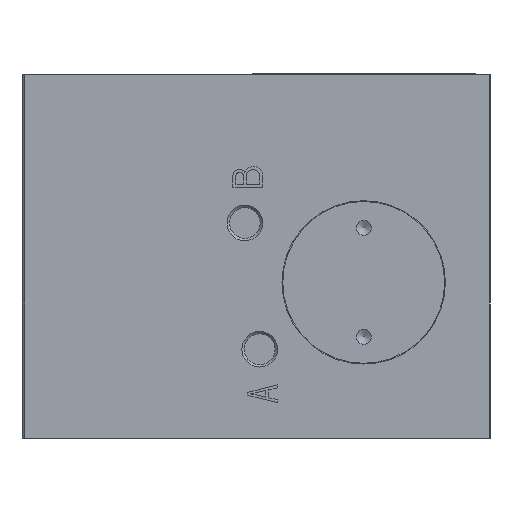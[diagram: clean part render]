
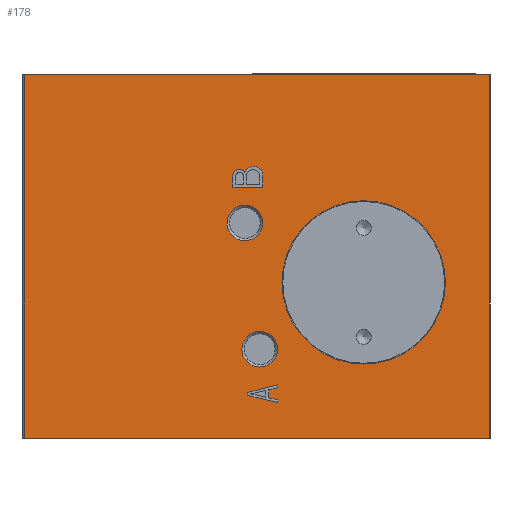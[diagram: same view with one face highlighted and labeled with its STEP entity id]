
A CAD part, left-side view. The second image highlights one B-rep face of the part: STEP entity #178.
In plain terms, the highlighted face is planar.
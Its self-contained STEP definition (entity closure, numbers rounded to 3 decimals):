
#178 = ADVANCED_FACE( '', ( #340, #341, #342, #343, #344, #345 ), #346, .F. );
#340 = FACE_BOUND( '', #699, .T. );
#341 = FACE_BOUND( '', #700, .T. );
#342 = FACE_BOUND( '', #701, .T. );
#343 = FACE_OUTER_BOUND( '', #702, .T. );
#344 = FACE_BOUND( '', #703, .T. );
#345 = FACE_BOUND( '', #704, .T. );
#346 = PLANE( '', #705 );
#699 = EDGE_LOOP( '', ( #1120, #1121, #1122, #1123, #1124 ) );
#700 = EDGE_LOOP( '', ( #1125 ) );
#701 = EDGE_LOOP( '', ( #1126 ) );
#702 = EDGE_LOOP( '', ( #1127, #1128, #1129, #1130 ) );
#703 = EDGE_LOOP( '', ( #1131 ) );
#704 = EDGE_LOOP( '', ( #1132, #1133, #1134, #1135, #1136, #1137, #1138, #1139 ) );
#705 = AXIS2_PLACEMENT_3D( '', #1140, #1141, #1142 );
#1120 = ORIENTED_EDGE( '', *, *, #2052, .F. );
#1121 = ORIENTED_EDGE( '', *, *, #2053, .F. );
#1122 = ORIENTED_EDGE( '', *, *, #2054, .F. );
#1123 = ORIENTED_EDGE( '', *, *, #2055, .F. );
#1124 = ORIENTED_EDGE( '', *, *, #2056, .F. );
#1125 = ORIENTED_EDGE( '', *, *, #2057, .T. );
#1126 = ORIENTED_EDGE( '', *, *, #2058, .F. );
#1127 = ORIENTED_EDGE( '', *, *, #2039, .T. );
#1128 = ORIENTED_EDGE( '', *, *, #2059, .F. );
#1129 = ORIENTED_EDGE( '', *, *, #2060, .F. );
#1130 = ORIENTED_EDGE( '', *, *, #2061, .T. );
#1131 = ORIENTED_EDGE( '', *, *, #2062, .F. );
#1132 = ORIENTED_EDGE( '', *, *, #2063, .T. );
#1133 = ORIENTED_EDGE( '', *, *, #2064, .T. );
#1134 = ORIENTED_EDGE( '', *, *, #2065, .T. );
#1135 = ORIENTED_EDGE( '', *, *, #2066, .T. );
#1136 = ORIENTED_EDGE( '', *, *, #2067, .T. );
#1137 = ORIENTED_EDGE( '', *, *, #2068, .T. );
#1138 = ORIENTED_EDGE( '', *, *, #2069, .T. );
#1139 = ORIENTED_EDGE( '', *, *, #2070, .T. );
#1140 = CARTESIAN_POINT( '', ( 24.5, 27., -69. ) );
#1141 = DIRECTION( '', ( 0., 0., 1. ) );
#1142 = DIRECTION( '', ( 1., 0., 0. ) );
#2039 = EDGE_CURVE( '', #2349, #2347, #2350, .T. );
#2052 = EDGE_CURVE( '', #2374, #2375, #2376, .T. );
#2053 = EDGE_CURVE( '', #2377, #2374, #2378, .T. );
#2054 = EDGE_CURVE( '', #2379, #2377, #2380, .T. );
#2055 = EDGE_CURVE( '', #2381, #2379, #2382, .T. );
#2056 = EDGE_CURVE( '', #2375, #2381, #2383, .T. );
#2057 = EDGE_CURVE( '', #2384, #2384, #2385, .T. );
#2058 = EDGE_CURVE( '', #2386, #2386, #2387, .F. );
#2059 = EDGE_CURVE( '', #2388, #2347, #2389, .T. );
#2060 = EDGE_CURVE( '', #2390, #2388, #2391, .T. );
#2061 = EDGE_CURVE( '', #2390, #2349, #2392, .T. );
#2062 = EDGE_CURVE( '', #2393, #2393, #2394, .F. );
#2063 = EDGE_CURVE( '', #2395, #2396, #2397, .T. );
#2064 = EDGE_CURVE( '', #2396, #2398, #2399, .T. );
#2065 = EDGE_CURVE( '', #2398, #2400, #2401, .T. );
#2066 = EDGE_CURVE( '', #2400, #2402, #2403, .T. );
#2067 = EDGE_CURVE( '', #2402, #2404, #2405, .T. );
#2068 = EDGE_CURVE( '', #2404, #2406, #2407, .T. );
#2069 = EDGE_CURVE( '', #2406, #2408, #2409, .T. );
#2070 = EDGE_CURVE( '', #2408, #2395, #2410, .T. );
#2347 = VERTEX_POINT( '', #2850 );
#2349 = VERTEX_POINT( '', #2853 );
#2350 = LINE( '', #2854, #2855 );
#2374 = VERTEX_POINT( '', #2885 );
#2375 = VERTEX_POINT( '', #2886 );
#2376 = LINE( '', #2887, #2888 );
#2377 = VERTEX_POINT( '', #2889 );
#2378 = LINE( '', #2890, #2891 );
#2379 = VERTEX_POINT( '', #2892 );
#2380 = CIRCLE( '', #2893, 0.869 );
#2381 = VERTEX_POINT( '', #2894 );
#2382 = CIRCLE( '', #2895, 1.241 );
#2383 = LINE( '', #2896, #2897 );
#2384 = VERTEX_POINT( '', #2898 );
#2385 = CIRCLE( '', #2899, 11. );
#2386 = VERTEX_POINT( '', #2900 );
#2387 = CIRCLE( '', #2901, 2.4 );
#2388 = VERTEX_POINT( '', #2902 );
#2389 = LINE( '', #2903, #2904 );
#2390 = VERTEX_POINT( '', #2905 );
#2391 = LINE( '', #2906, #2907 );
#2392 = LINE( '', #2908, #2909 );
#2393 = VERTEX_POINT( '', #2910 );
#2394 = CIRCLE( '', #2911, 2.4 );
#2395 = VERTEX_POINT( '', #2912 );
#2396 = VERTEX_POINT( '', #2913 );
#2397 = LINE( '', #2914, #2915 );
#2398 = VERTEX_POINT( '', #2916 );
#2399 = LINE( '', #2917, #2918 );
#2400 = VERTEX_POINT( '', #2919 );
#2401 = LINE( '', #2920, #2921 );
#2402 = VERTEX_POINT( '', #2922 );
#2403 = LINE( '', #2923, #2924 );
#2404 = VERTEX_POINT( '', #2925 );
#2405 = LINE( '', #2926, #2927 );
#2406 = VERTEX_POINT( '', #2928 );
#2407 = LINE( '', #2929, #2930 );
#2408 = VERTEX_POINT( '', #2931 );
#2409 = LINE( '', #2932, #2933 );
#2410 = LINE( '', #2934, #2935 );
#2850 = CARTESIAN_POINT( '', ( -24.5, 89.6, -69. ) );
#2853 = CARTESIAN_POINT( '', ( -24.5, 27., -69. ) );
#2854 = CARTESIAN_POINT( '', ( -24.5, 27., -69. ) );
#2855 = VECTOR( '', #3467, 1000. );
#2885 = CARTESIAN_POINT( '', ( -9.3, 61.6, -69. ) );
#2886 = CARTESIAN_POINT( '', ( -9.3, 57.6, -69. ) );
#2887 = CARTESIAN_POINT( '', ( -9.3, 61.6, -69. ) );
#2888 = VECTOR( '', #3492, 1000. );
#2889 = CARTESIAN_POINT( '', ( -10.9, 61.6, -69. ) );
#2890 = CARTESIAN_POINT( '', ( -10.9, 61.6, -69. ) );
#2891 = VECTOR( '', #3493, 1000. );
#2892 = CARTESIAN_POINT( '', ( -11.3, 60., -69. ) );
#2893 = AXIS2_PLACEMENT_3D( '', #3494, #3495, #3496 );
#2894 = CARTESIAN_POINT( '', ( -10.9, 57.6, -69. ) );
#2895 = AXIS2_PLACEMENT_3D( '', #3497, #3498, #3499 );
#2896 = CARTESIAN_POINT( '', ( -9.3, 57.6, -69. ) );
#2897 = VECTOR( '', #3500, 1000. );
#2898 = CARTESIAN_POINT( '', ( 14.5, 44., -69. ) );
#2899 = AXIS2_PLACEMENT_3D( '', #3501, #3502, #3503 );
#2900 = CARTESIAN_POINT( '', ( -2.1, 60., -69. ) );
#2901 = AXIS2_PLACEMENT_3D( '', #3504, #3505, #3506 );
#2902 = CARTESIAN_POINT( '', ( 24.5, 89.6, -69. ) );
#2903 = CARTESIAN_POINT( '', ( 24.5, 89.6, -69. ) );
#2904 = VECTOR( '', #3507, 1000. );
#2905 = CARTESIAN_POINT( '', ( 24.5, 27., -69. ) );
#2906 = CARTESIAN_POINT( '', ( 24.5, 27., -69. ) );
#2907 = VECTOR( '', #3508, 1000. );
#2908 = CARTESIAN_POINT( '', ( 24.5, 27., -69. ) );
#2909 = VECTOR( '', #3509, 1000. );
#2910 = CARTESIAN_POINT( '', ( 14.9, 58., -69. ) );
#2911 = AXIS2_PLACEMENT_3D( '', #3510, #3511, #3512 );
#2912 = CARTESIAN_POINT( '', ( 18.3, 59.6, -69. ) );
#2913 = CARTESIAN_POINT( '', ( 17.3, 55.6, -69. ) );
#2914 = CARTESIAN_POINT( '', ( 18.3, 59.6, -69. ) );
#2915 = VECTOR( '', #3513, 1000. );
#2916 = CARTESIAN_POINT( '', ( 17.7, 55.6, -69. ) );
#2917 = CARTESIAN_POINT( '', ( 17.3, 55.6, -69. ) );
#2918 = VECTOR( '', #3514, 1000. );
#2919 = CARTESIAN_POINT( '', ( 17.967, 56.8, -69. ) );
#2920 = CARTESIAN_POINT( '', ( 17.7, 55.6, -69. ) );
#2921 = VECTOR( '', #3515, 1000. );
#2922 = CARTESIAN_POINT( '', ( 19.033, 56.8, -69. ) );
#2923 = CARTESIAN_POINT( '', ( 17.967, 56.8, -69. ) );
#2924 = VECTOR( '', #3516, 1000. );
#2925 = CARTESIAN_POINT( '', ( 19.3, 55.6, -69. ) );
#2926 = CARTESIAN_POINT( '', ( 19.033, 56.8, -69. ) );
#2927 = VECTOR( '', #3517, 1000. );
#2928 = CARTESIAN_POINT( '', ( 19.7, 55.6, -69. ) );
#2929 = CARTESIAN_POINT( '', ( 19.3, 55.6, -69. ) );
#2930 = VECTOR( '', #3518, 1000. );
#2931 = CARTESIAN_POINT( '', ( 18.7, 59.6, -69. ) );
#2932 = CARTESIAN_POINT( '', ( 19.7, 55.6, -69. ) );
#2933 = VECTOR( '', #3519, 1000. );
#2934 = CARTESIAN_POINT( '', ( 18.7, 59.6, -69. ) );
#2935 = VECTOR( '', #3520, 1000. );
#3467 = DIRECTION( '', ( 0., 1., 0. ) );
#3492 = DIRECTION( '', ( 0., -1., 0. ) );
#3493 = DIRECTION( '', ( 1., 0., 0. ) );
#3494 = CARTESIAN_POINT( '', ( -10.833, 60.733, -69. ) );
#3495 = DIRECTION( '', ( 0., 0., -1. ) );
#3496 = DIRECTION( '', ( -1., 0., 0. ) );
#3497 = CARTESIAN_POINT( '', ( -10.86, 58.84, -69. ) );
#3498 = DIRECTION( '', ( 0., 0., -1. ) );
#3499 = DIRECTION( '', ( -1., 0., 0. ) );
#3500 = DIRECTION( '', ( -1., 0., 0. ) );
#3501 = CARTESIAN_POINT( '', ( 3.5, 44., -69. ) );
#3502 = DIRECTION( '', ( 0., 0., 1. ) );
#3503 = DIRECTION( '', ( 1., 0., 0. ) );
#3504 = CARTESIAN_POINT( '', ( -4.5, 60., -69. ) );
#3505 = DIRECTION( '', ( 0., 0., 1. ) );
#3506 = DIRECTION( '', ( 1., 0., 0. ) );
#3507 = DIRECTION( '', ( -1., 0., 0. ) );
#3508 = DIRECTION( '', ( 0., 1., 0. ) );
#3509 = DIRECTION( '', ( -1., 0., 0. ) );
#3510 = CARTESIAN_POINT( '', ( 12.5, 58., -69. ) );
#3511 = DIRECTION( '', ( 0., 0., 1. ) );
#3512 = DIRECTION( '', ( 1., 0., 0. ) );
#3513 = DIRECTION( '', ( -0.243, -0.97, 0. ) );
#3514 = DIRECTION( '', ( 1., 0., 0. ) );
#3515 = DIRECTION( '', ( 0.217, 0.976, 0. ) );
#3516 = DIRECTION( '', ( 1., 0., 0. ) );
#3517 = DIRECTION( '', ( 0.217, -0.976, 0. ) );
#3518 = DIRECTION( '', ( 1., 0., 0. ) );
#3519 = DIRECTION( '', ( -0.243, 0.97, 0. ) );
#3520 = DIRECTION( '', ( -1., 0., 0. ) );
